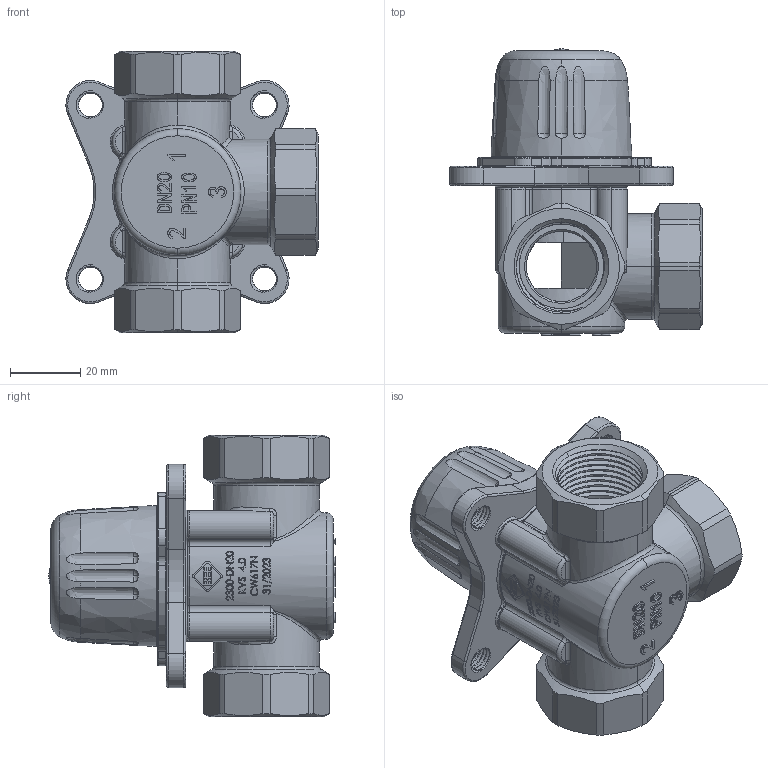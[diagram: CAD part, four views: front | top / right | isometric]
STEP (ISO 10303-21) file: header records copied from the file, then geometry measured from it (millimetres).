
FILE_DESCRIPTION (( 'STEP AP214' ), '1' );
FILE_NAME ('20.STEP', '2023-09-19T07:56:56', ( '' ), ( '' ), 'SwSTEP 2.0', 'SolidWorks 2018', '' );
FILE_SCHEMA (( 'AUTOMOTIVE_DESIGN' ));
Length unit declared in the file: millimetre
Products named in the file (1): 20
Bounding box: 71.74 x 81.42 x 80 mm (x, y, z)
Surface area: 44951 mm2 (no closed solid volume)
Topology: 0 solids, 31 shells, 1438 faces, 3933 edges, 2660 vertices
Faces by surface type: plane 439, cylinder 413, bspline 357, torus 117, cone 108, sphere 4
Entity records: 97534 total; most frequent: CARTESIAN_POINT 48946, ORIENTED_EDGE 7858, DIRECTION 5464, EDGE_CURVE 3933, VERTEX_POINT 2660, AXIS2_PLACEMENT_3D 1999, EDGE_LOOP 1581, VECTOR 1466
